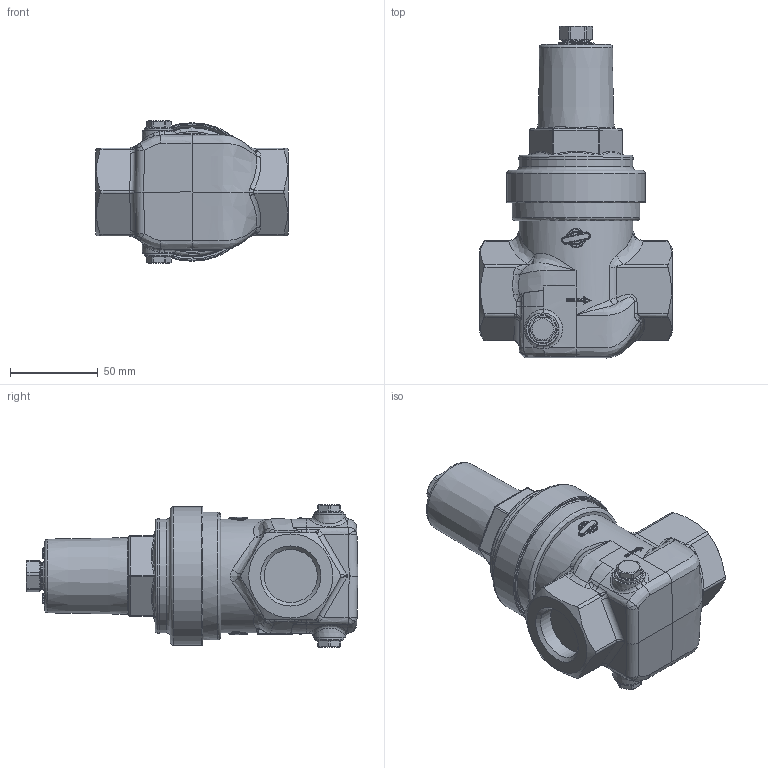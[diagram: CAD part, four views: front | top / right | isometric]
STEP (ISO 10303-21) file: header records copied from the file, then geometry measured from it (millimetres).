
FILE_DESCRIPTION(/* description */ (''),/* implementation_level */ '2;1');
FILE_NAME(/* name */ '073004-000A0.stp',/* time_stamp */ '2021-06-17T07:57:06+02:00',/* author */ ('gninka'),/* organization */ (''),/* preprocessor_version */ 'ST-DEVELOPER v18.1',/* originating_system */ 'Autodesk Inventor 2021',/* authorisation */ '');
FILE_SCHEMA (('AUTOMOTIVE_DESIGN { 1 0 10303 214 3 1 1 }'));
Products named in the file (1): 073004-000A0_step
Bounding box: 110 x 189.35 x 81 mm (x, y, z)
Volume: 639581.8 mm3; surface area: 57200.9 mm2
Topology: 1 solids, 5 shells, 800 faces, 2062 edges, 1286 vertices
Faces by surface type: bspline 396, plane 189, cylinder 118, cone 44, torus 39, sphere 14
Full cylindrical faces by diameter (mm): 2 x1, 10 x1, 10.2 x1, 11.46 x2, 15 x1, 16.5 x2, 30.3 x2, 60 x2, 65 x2, 73 x1, 79 x1
Entity records: 40153 total; most frequent: CARTESIAN_POINT 23764, ORIENTED_EDGE 4106, DIRECTION 2273, EDGE_CURVE 2053, VERTEX_POINT 1286, B_SPLINE_CURVE_WITH_KNOTS 1059, AXIS2_PLACEMENT_3D 922, EDGE_LOOP 831
